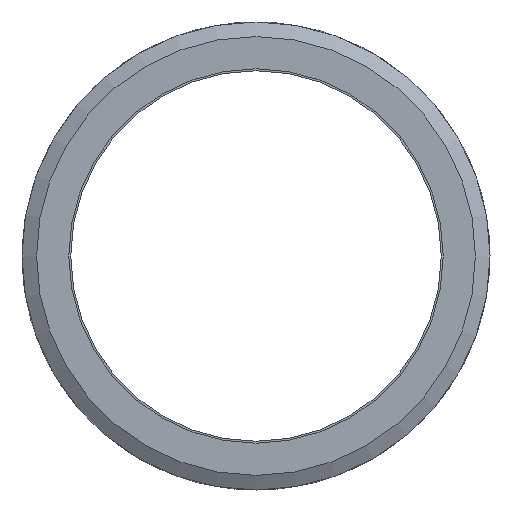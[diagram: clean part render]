
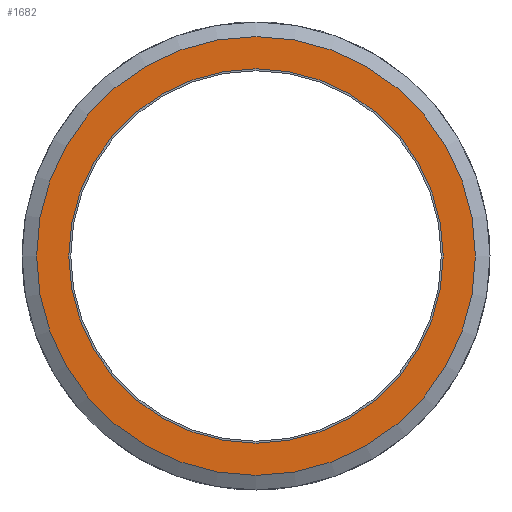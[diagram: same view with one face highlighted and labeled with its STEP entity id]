
A CAD part, left-side view. The second image highlights one B-rep face of the part: STEP entity #1682.
In plain terms, the highlighted planar face has unit normal (-1, 0, 0).
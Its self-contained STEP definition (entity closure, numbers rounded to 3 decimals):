
#1648=CARTESIAN_POINT('',(0.,96.,0.0));
#1649=VERTEX_POINT('',#1648);
#1650=CARTESIAN_POINT('',(0.,0.0,0.0));
#1651=DIRECTION('',(1.0,0.0,0.0));
#1652=DIRECTION('',(0.0,1.0,0.0));
#1653=AXIS2_PLACEMENT_3D('',#1650,#1651,#1652);
#1654=CIRCLE('',#1653,96.);
#1655=EDGE_CURVE('',#1649,#1649,#1654,.T.);
#1663=CARTESIAN_POINT('',(0.,104.25,0.0));
#1664=DIRECTION('',(-1.0,0.0,0.0));
#1665=DIRECTION('',(0.0,0.0,1.0));
#1666=AXIS2_PLACEMENT_3D('',#1663,#1664,#1665);
#1667=PLANE('',#1666);
#1668=CARTESIAN_POINT('',(0.,112.5,0.0));
#1669=VERTEX_POINT('',#1668);
#1670=CARTESIAN_POINT('',(0.,0.0,0.0));
#1671=DIRECTION('',(1.0,0.0,0.0));
#1672=DIRECTION('',(0.0,1.0,0.0));
#1673=AXIS2_PLACEMENT_3D('',#1670,#1671,#1672);
#1674=CIRCLE('',#1673,112.5);
#1675=EDGE_CURVE('',#1669,#1669,#1674,.T.);
#1676=ORIENTED_EDGE('',*,*,#1675,.F.);
#1677=EDGE_LOOP('',(#1676));
#1678=FACE_OUTER_BOUND('',#1677,.T.);
#1679=ORIENTED_EDGE('',*,*,#1655,.T.);
#1680=EDGE_LOOP('',(#1679));
#1681=FACE_BOUND('',#1680,.T.);
#1682=ADVANCED_FACE('',(#1678,#1681),#1667,.T.);
